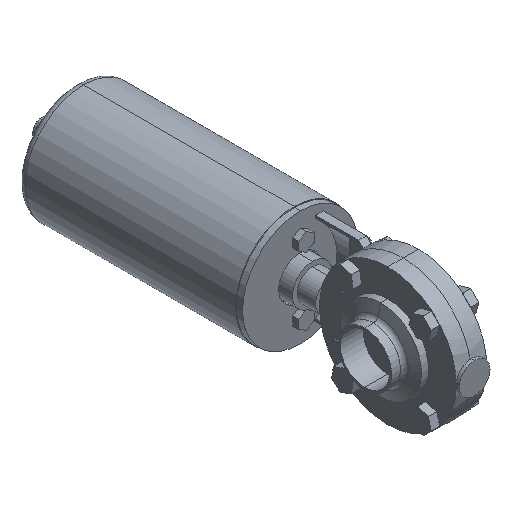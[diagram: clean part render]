
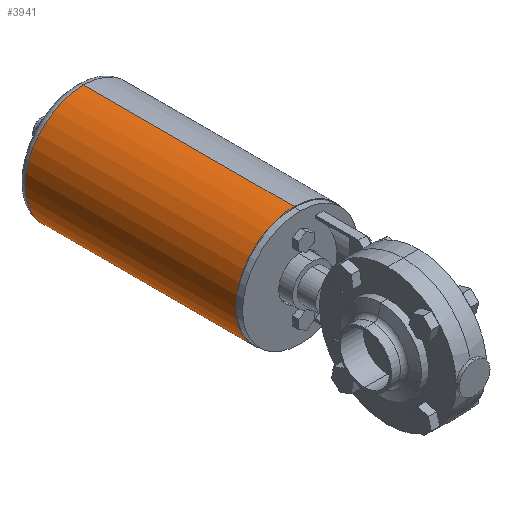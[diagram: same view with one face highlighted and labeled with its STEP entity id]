
A CAD part, isometric view. The second image highlights one B-rep face of the part: STEP entity #3941.
In plain terms, the highlighted cylindrical face has radius 38 mm (diameter 76 mm), a partial arc.
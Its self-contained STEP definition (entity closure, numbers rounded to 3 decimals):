
#205 = AXIS2_PLACEMENT_3D ( 'NONE', #571, #1020, #5205 ) ;
#248 = CARTESIAN_POINT ( 'NONE',  ( 0., 142., 38. ) ) ;
#325 = VERTEX_POINT ( 'NONE', #3942 ) ;
#337 = ORIENTED_EDGE ( 'NONE', *, *, #5117, .T. ) ;
#571 = CARTESIAN_POINT ( 'NONE',  ( 0., 0., 0. ) ) ;
#593 = CARTESIAN_POINT ( 'NONE',  ( 0., 142., 0. ) ) ;
#760 = ORIENTED_EDGE ( 'NONE', *, *, #4964, .T. ) ;
#1020 = DIRECTION ( 'NONE',  ( 0., 1., 0. ) ) ;
#1067 = CARTESIAN_POINT ( 'NONE',  ( 0., 142., -38. ) ) ;
#1290 = CYLINDRICAL_SURFACE ( 'NONE', #4200, 38. ) ;
#1521 = DIRECTION ( 'NONE',  ( 0., 0., -1. ) ) ;
#1809 = DIRECTION ( 'NONE',  ( 0., -1., 0. ) ) ;
#1919 = AXIS2_PLACEMENT_3D ( 'NONE', #2563, #1809, #3349 ) ;
#1943 = LINE ( 'NONE', #1067, #2771 ) ;
#2067 = FACE_OUTER_BOUND ( 'NONE', #2294, .T. ) ;
#2235 = DIRECTION ( 'NONE',  ( 0., -1., 0. ) ) ;
#2294 = EDGE_LOOP ( 'NONE', ( #4168, #760, #337, #2347 ) ) ;
#2347 = ORIENTED_EDGE ( 'NONE', *, *, #2654, .T. ) ;
#2355 = CARTESIAN_POINT ( 'NONE',  ( 0., 0., 38. ) ) ;
#2520 = VERTEX_POINT ( 'NONE', #3548 ) ;
#2563 = CARTESIAN_POINT ( 'NONE',  ( 0., 137., 0. ) ) ;
#2607 = DIRECTION ( 'NONE',  ( 0., -1., 0. ) ) ;
#2633 = CARTESIAN_POINT ( 'NONE',  ( 0., 137., -38. ) ) ;
#2654 = EDGE_CURVE ( 'NONE', #2520, #4622, #3813, .T. ) ;
#2771 = VECTOR ( 'NONE', #3065, 1000. ) ;
#3059 = VERTEX_POINT ( 'NONE', #2633 ) ;
#3065 = DIRECTION ( 'NONE',  ( 0., -1., 0. ) ) ;
#3349 = DIRECTION ( 'NONE',  ( 0., 0., 1. ) ) ;
#3548 = CARTESIAN_POINT ( 'NONE',  ( 0., 0., -38. ) ) ;
#3656 = VECTOR ( 'NONE', #2607, 1000. ) ;
#3813 = CIRCLE ( 'NONE', #205, 38. ) ;
#3854 = EDGE_CURVE ( 'NONE', #325, #4622, #4947, .T. ) ;
#3941 = ADVANCED_FACE ( 'NONE', ( #2067 ), #1290, .T. ) ;
#3942 = CARTESIAN_POINT ( 'NONE',  ( 0., 137., 38. ) ) ;
#4168 = ORIENTED_EDGE ( 'NONE', *, *, #3854, .F. ) ;
#4200 = AXIS2_PLACEMENT_3D ( 'NONE', #593, #2235, #1521 ) ;
#4622 = VERTEX_POINT ( 'NONE', #2355 ) ;
#4636 = CIRCLE ( 'NONE', #1919, 38. ) ;
#4947 = LINE ( 'NONE', #248, #3656 ) ;
#4964 = EDGE_CURVE ( 'NONE', #325, #3059, #4636, .T. ) ;
#5117 = EDGE_CURVE ( 'NONE', #3059, #2520, #1943, .T. ) ;
#5205 = DIRECTION ( 'NONE',  ( 0., 0., 1. ) ) ;
